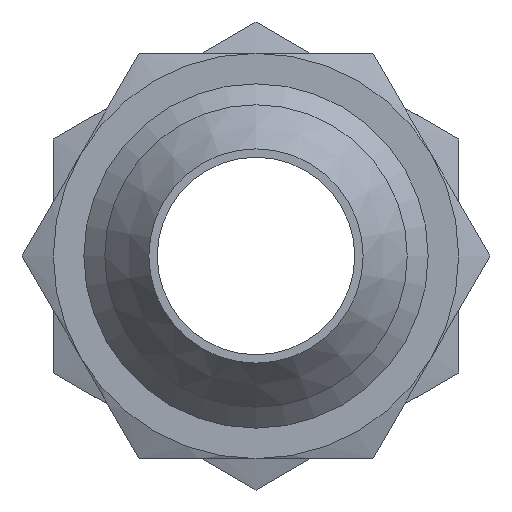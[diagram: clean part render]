
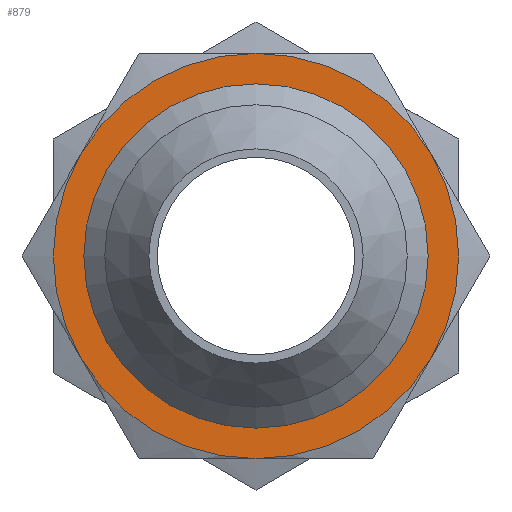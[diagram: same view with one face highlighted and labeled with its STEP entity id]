
A CAD part, left-side view. The second image highlights one B-rep face of the part: STEP entity #879.
In plain terms, the highlighted planar face has unit normal (-1, 0, 0).
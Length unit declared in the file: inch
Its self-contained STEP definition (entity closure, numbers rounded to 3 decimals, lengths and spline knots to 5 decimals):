
#123=PLANE('',#978);
#183=FACE_BOUND('',#316,.T.);
#232=FACE_OUTER_BOUND('',#315,.T.);
#315=EDGE_LOOP('',(#721,#722,#723,#724,#725,#726));
#316=EDGE_LOOP('',(#727));
#383=CIRCLE('',#946,0.4735);
#387=CIRCLE('',#955,0.625);
#388=CIRCLE('',#957,0.625);
#389=CIRCLE('',#959,0.625);
#390=CIRCLE('',#961,0.625);
#391=CIRCLE('',#963,0.625);
#392=CIRCLE('',#965,0.625);
#438=VERTEX_POINT('',#1359);
#443=VERTEX_POINT('',#1373);
#444=VERTEX_POINT('',#1377);
#446=VERTEX_POINT('',#1384);
#448=VERTEX_POINT('',#1394);
#450=VERTEX_POINT('',#1407);
#452=VERTEX_POINT('',#1417);
#516=EDGE_CURVE('',#438,#438,#383,.T.);
#522=EDGE_CURVE('',#443,#444,#387,.T.);
#525=EDGE_CURVE('',#446,#443,#388,.T.);
#528=EDGE_CURVE('',#448,#446,#389,.T.);
#530=EDGE_CURVE('',#450,#448,#390,.T.);
#533=EDGE_CURVE('',#452,#450,#391,.T.);
#536=EDGE_CURVE('',#444,#452,#392,.T.);
#721=ORIENTED_EDGE('',*,*,#536,.T.);
#722=ORIENTED_EDGE('',*,*,#533,.T.);
#723=ORIENTED_EDGE('',*,*,#530,.T.);
#724=ORIENTED_EDGE('',*,*,#528,.T.);
#725=ORIENTED_EDGE('',*,*,#525,.T.);
#726=ORIENTED_EDGE('',*,*,#522,.T.);
#727=ORIENTED_EDGE('',*,*,#516,.F.);
#879=ADVANCED_FACE('',(#232,#183),#123,.F.);
#946=AXIS2_PLACEMENT_3D('',#1360,#1103,#1104);
#955=AXIS2_PLACEMENT_3D('',#1381,#1121,#1122);
#957=AXIS2_PLACEMENT_3D('',#1391,#1125,#1126);
#959=AXIS2_PLACEMENT_3D('',#1401,#1129,#1130);
#961=AXIS2_PLACEMENT_3D('',#1408,#1133,#1134);
#963=AXIS2_PLACEMENT_3D('',#1418,#1137,#1138);
#965=AXIS2_PLACEMENT_3D('',#1427,#1141,#1142);
#978=AXIS2_PLACEMENT_3D('',#1491,#1173,#1174);
#1103=DIRECTION('center_axis',(-1.,0.,0.));
#1104=DIRECTION('ref_axis',(0.,0.,-1.));
#1121=DIRECTION('center_axis',(-1.,0.,0.));
#1122=DIRECTION('ref_axis',(0.,1.,0.));
#1125=DIRECTION('center_axis',(-1.,0.,0.));
#1126=DIRECTION('ref_axis',(0.,1.,0.));
#1129=DIRECTION('center_axis',(-1.,0.,0.));
#1130=DIRECTION('ref_axis',(0.,1.,0.));
#1133=DIRECTION('center_axis',(-1.,0.,0.));
#1134=DIRECTION('ref_axis',(0.,1.,0.));
#1137=DIRECTION('center_axis',(-1.,0.,0.));
#1138=DIRECTION('ref_axis',(0.,1.,0.));
#1141=DIRECTION('center_axis',(-1.,0.,0.));
#1142=DIRECTION('ref_axis',(0.,1.,0.));
#1173=DIRECTION('center_axis',(1.,0.,0.));
#1174=DIRECTION('ref_axis',(0.,0.,-1.));
#1359=CARTESIAN_POINT('',(0.,0.,0.4735));
#1360=CARTESIAN_POINT('Origin',(0.,0.,0.));
#1373=CARTESIAN_POINT('',(0.,0.,0.625));
#1377=CARTESIAN_POINT('',(0.,0.54127,0.3125));
#1381=CARTESIAN_POINT('Origin',(0.,0.,0.));
#1384=CARTESIAN_POINT('',(0.,-0.54127,0.3125));
#1391=CARTESIAN_POINT('Origin',(0.,0.,0.));
#1394=CARTESIAN_POINT('',(0.,-0.54127,-0.3125));
#1401=CARTESIAN_POINT('Origin',(0.,0.,0.));
#1407=CARTESIAN_POINT('',(0.,0.,-0.625));
#1408=CARTESIAN_POINT('Origin',(0.,0.,0.));
#1417=CARTESIAN_POINT('',(0.,0.54127,-0.3125));
#1418=CARTESIAN_POINT('Origin',(0.,0.,0.));
#1427=CARTESIAN_POINT('Origin',(0.,0.,0.));
#1491=CARTESIAN_POINT('Origin',(0.,0.,0.));
